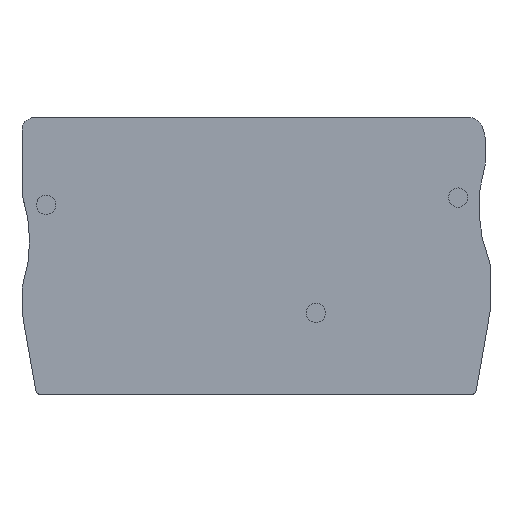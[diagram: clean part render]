
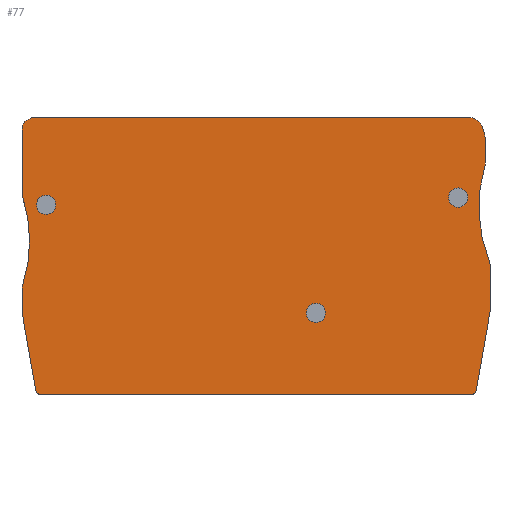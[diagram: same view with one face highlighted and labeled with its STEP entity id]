
A CAD part, top view. The second image highlights one B-rep face of the part: STEP entity #77.
In plain terms, the highlighted planar face has unit normal (0, 0, 1).
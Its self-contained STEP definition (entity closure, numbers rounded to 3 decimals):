
#77=ADVANCED_FACE(
'RIT2.5_DG_180019A.1\\JYJ_180929B_ALLCATPART.1\\JYJ_180929A_M.1\\ZCS2.
5_LJLC_JYJ_180921B',(#209,#210,#211,#212),#108,.T.);
#108=PLANE('',#632);
#123=LINE('',#894,#166);
#124=LINE('',#898,#167);
#125=LINE('',#902,#168);
#126=LINE('',#906,#169);
#127=LINE('',#908,#170);
#128=LINE('',#916,#171);
#129=LINE('',#920,#172);
#130=LINE('',#924,#173);
#131=LINE('',#928,#174);
#132=LINE('',#932,#175);
#166=VECTOR('',#703,1.);
#167=VECTOR('',#706,1.);
#168=VECTOR('',#709,1.);
#169=VECTOR('',#712,1.);
#170=VECTOR('',#713,1.);
#171=VECTOR('',#720,1.);
#172=VECTOR('',#723,1.);
#173=VECTOR('',#726,1.);
#174=VECTOR('',#729,1.);
#175=VECTOR('',#732,1.);
#209=FACE_BOUND('',#219,.T.);
#210=FACE_BOUND('',#220,.T.);
#211=FACE_BOUND('',#221,.T.);
#212=FACE_BOUND('',#222,.T.);
#219=EDGE_LOOP('',(#256));
#220=EDGE_LOOP('',(#257));
#221=EDGE_LOOP('',(#258));
#222=EDGE_LOOP('',(#259,#260,#261,#262,#263,#264,#265,#266,#267,#268,#269,
#270,#271,#272,#273,#274,#275,#276,#277,#278,#279,#280,#281));
#256=ORIENTED_EDGE('',*,*,#488,.F.);
#257=ORIENTED_EDGE('',*,*,#489,.F.);
#258=ORIENTED_EDGE('',*,*,#490,.F.);
#259=ORIENTED_EDGE('',*,*,#491,.F.);
#260=ORIENTED_EDGE('',*,*,#492,.F.);
#261=ORIENTED_EDGE('',*,*,#493,.F.);
#262=ORIENTED_EDGE('',*,*,#494,.T.);
#263=ORIENTED_EDGE('',*,*,#495,.F.);
#264=ORIENTED_EDGE('',*,*,#496,.T.);
#265=ORIENTED_EDGE('',*,*,#497,.F.);
#266=ORIENTED_EDGE('',*,*,#498,.T.);
#267=ORIENTED_EDGE('',*,*,#499,.F.);
#268=ORIENTED_EDGE('',*,*,#500,.F.);
#269=ORIENTED_EDGE('',*,*,#501,.F.);
#270=ORIENTED_EDGE('',*,*,#502,.F.);
#271=ORIENTED_EDGE('',*,*,#503,.T.);
#272=ORIENTED_EDGE('',*,*,#504,.F.);
#273=ORIENTED_EDGE('',*,*,#505,.T.);
#274=ORIENTED_EDGE('',*,*,#506,.F.);
#275=ORIENTED_EDGE('',*,*,#507,.F.);
#276=ORIENTED_EDGE('',*,*,#508,.F.);
#277=ORIENTED_EDGE('',*,*,#509,.F.);
#278=ORIENTED_EDGE('',*,*,#510,.F.);
#279=ORIENTED_EDGE('',*,*,#511,.T.);
#280=ORIENTED_EDGE('',*,*,#512,.F.);
#281=ORIENTED_EDGE('',*,*,#513,.F.);
#426=VERTEX_POINT('',#882);
#427=VERTEX_POINT('',#884);
#428=VERTEX_POINT('',#886);
#429=VERTEX_POINT('',#888);
#430=VERTEX_POINT('',#889);
#431=VERTEX_POINT('',#891);
#432=VERTEX_POINT('',#893);
#433=VERTEX_POINT('',#895);
#434=VERTEX_POINT('',#897);
#435=VERTEX_POINT('',#899);
#436=VERTEX_POINT('',#901);
#437=VERTEX_POINT('',#903);
#438=VERTEX_POINT('',#905);
#439=VERTEX_POINT('',#907);
#440=VERTEX_POINT('',#909);
#441=VERTEX_POINT('',#911);
#442=VERTEX_POINT('',#913);
#443=VERTEX_POINT('',#915);
#444=VERTEX_POINT('',#917);
#445=VERTEX_POINT('',#919);
#446=VERTEX_POINT('',#921);
#447=VERTEX_POINT('',#923);
#448=VERTEX_POINT('',#925);
#449=VERTEX_POINT('',#927);
#450=VERTEX_POINT('',#929);
#451=VERTEX_POINT('',#931);
#488=EDGE_CURVE('',#426,#426,#573,.T.);
#489=EDGE_CURVE('',#427,#427,#574,.T.);
#490=EDGE_CURVE('',#428,#428,#575,.T.);
#491=EDGE_CURVE('',#429,#430,#576,.T.);
#492=EDGE_CURVE('',#431,#429,#577,.T.);
#493=EDGE_CURVE('',#432,#431,#578,.T.);
#494=EDGE_CURVE('',#432,#433,#123,.T.);
#495=EDGE_CURVE('',#434,#433,#579,.T.);
#496=EDGE_CURVE('',#434,#435,#124,.T.);
#497=EDGE_CURVE('',#436,#435,#580,.T.);
#498=EDGE_CURVE('',#436,#437,#125,.T.);
#499=EDGE_CURVE('',#438,#437,#581,.T.);
#500=EDGE_CURVE('',#439,#438,#126,.T.);
#501=EDGE_CURVE('',#440,#439,#127,.T.);
#502=EDGE_CURVE('',#441,#440,#582,.T.);
#503=EDGE_CURVE('',#441,#442,#583,.T.);
#504=EDGE_CURVE('',#443,#442,#584,.T.);
#505=EDGE_CURVE('',#443,#444,#128,.T.);
#506=EDGE_CURVE('',#445,#444,#585,.T.);
#507=EDGE_CURVE('',#446,#445,#129,.T.);
#508=EDGE_CURVE('',#447,#446,#586,.T.);
#509=EDGE_CURVE('',#448,#447,#130,.T.);
#510=EDGE_CURVE('',#449,#448,#587,.T.);
#511=EDGE_CURVE('',#449,#450,#131,.T.);
#512=EDGE_CURVE('',#451,#450,#588,.T.);
#513=EDGE_CURVE('',#430,#451,#132,.T.);
#573=CIRCLE('',#616,1.);
#574=CIRCLE('',#617,1.);
#575=CIRCLE('',#618,1.);
#576=CIRCLE('',#619,0.8);
#577=CIRCLE('',#620,15.);
#578=CIRCLE('',#621,1.3);
#579=CIRCLE('',#622,2.5);
#580=CIRCLE('',#623,1.5);
#581=CIRCLE('',#624,1.3);
#582=CIRCLE('',#625,1.);
#583=CIRCLE('',#626,15.07);
#584=CIRCLE('',#627,1.1);
#585=CIRCLE('',#628,0.8);
#586=CIRCLE('',#629,0.5);
#587=CIRCLE('',#630,0.5);
#588=CIRCLE('',#631,0.8);
#616=AXIS2_PLACEMENT_3D('',#881,#691,#692);
#617=AXIS2_PLACEMENT_3D('',#883,#693,#694);
#618=AXIS2_PLACEMENT_3D('',#885,#695,#696);
#619=AXIS2_PLACEMENT_3D('',#887,#697,#698);
#620=AXIS2_PLACEMENT_3D('',#890,#699,#700);
#621=AXIS2_PLACEMENT_3D('',#892,#701,#702);
#622=AXIS2_PLACEMENT_3D('',#896,#704,#705);
#623=AXIS2_PLACEMENT_3D('',#900,#707,#708);
#624=AXIS2_PLACEMENT_3D('',#904,#710,#711);
#625=AXIS2_PLACEMENT_3D('',#910,#714,#715);
#626=AXIS2_PLACEMENT_3D('',#912,#716,#717);
#627=AXIS2_PLACEMENT_3D('',#914,#718,#719);
#628=AXIS2_PLACEMENT_3D('',#918,#721,#722);
#629=AXIS2_PLACEMENT_3D('',#922,#724,#725);
#630=AXIS2_PLACEMENT_3D('',#926,#727,#728);
#631=AXIS2_PLACEMENT_3D('',#930,#730,#731);
#632=AXIS2_PLACEMENT_3D('',#933,#733,#734);
#691=DIRECTION('',(0.,0.,1.));
#692=DIRECTION('',(-1.,0.,0.));
#693=DIRECTION('',(0.,0.,1.));
#694=DIRECTION('',(-1.,0.,0.));
#695=DIRECTION('',(0.,0.,1.));
#696=DIRECTION('',(1.,0.,0.));
#697=DIRECTION('',(0.,0.,-1.));
#698=DIRECTION('',(1.,0.,0.));
#699=DIRECTION('',(0.,0.,1.));
#700=DIRECTION('',(1.,0.,0.));
#701=DIRECTION('',(0.,0.,-1.));
#702=DIRECTION('',(1.,0.,0.));
#703=DIRECTION('',(0.,1.,0.));
#704=DIRECTION('',(0.,0.,-1.));
#705=DIRECTION('',(1.,0.,0.));
#706=DIRECTION('',(-0.309,0.951,0.));
#707=DIRECTION('',(0.,0.,-1.));
#708=DIRECTION('',(1.,0.,0.));
#709=DIRECTION('',(-1.,0.,0.));
#710=DIRECTION('',(0.,0.,-1.));
#711=DIRECTION('',(1.,0.,0.));
#712=DIRECTION('',(0.,1.,0.));
#713=DIRECTION('',(0.,1.,0.));
#714=DIRECTION('',(0.,0.,-1.));
#715=DIRECTION('',(1.,0.,0.));
#716=DIRECTION('',(0.,0.,-1.));
#717=DIRECTION('',(1.,0.,0.));
#718=DIRECTION('',(0.,0.,-1.));
#719=DIRECTION('',(1.,0.,0.));
#720=DIRECTION('',(0.,-1.,0.));
#721=DIRECTION('',(0.,0.,-1.));
#722=DIRECTION('',(1.,0.,0.));
#723=DIRECTION('',(-0.174,0.985,0.));
#724=DIRECTION('',(0.,0.,-1.));
#725=DIRECTION('',(1.,0.,0.));
#726=DIRECTION('',(-1.,0.,0.));
#727=DIRECTION('',(0.,0.,-1.));
#728=DIRECTION('',(1.,0.,0.));
#729=DIRECTION('',(0.174,0.985,0.));
#730=DIRECTION('',(0.,0.,-1.));
#731=DIRECTION('',(1.,0.,0.));
#732=DIRECTION('',(0.,-1.,0.));
#733=DIRECTION('',(0.,0.,1.));
#734=DIRECTION('',(-1.,0.,0.));
#881=CARTESIAN_POINT('',(19.746,-12.5,23.));
#882=CARTESIAN_POINT('',(18.746,-12.5,23.));
#883=CARTESIAN_POINT('',(-22.954,-13.25,23.));
#884=CARTESIAN_POINT('',(-23.954,-13.25,23.));
#885=CARTESIAN_POINT('',(4.996,-24.45,23.));
#886=CARTESIAN_POINT('',(5.996,-24.45,23.));
#887=CARTESIAN_POINT('',(22.246,-19.423,23.));
#888=CARTESIAN_POINT('',(22.988,-19.123,23.));
#889=CARTESIAN_POINT('',(23.046,-19.423,23.));
#890=CARTESIAN_POINT('',(36.894,-13.5,23.));
#891=CARTESIAN_POINT('',(22.501,-9.275,23.));
#892=CARTESIAN_POINT('',(21.254,-8.909,23.));
#893=CARTESIAN_POINT('',(22.554,-8.909,23.));
#894=CARTESIAN_POINT('',(22.554,-7.713,23.));
#895=CARTESIAN_POINT('',(22.554,-6.518,23.));
#896=CARTESIAN_POINT('',(20.054,-6.518,23.));
#897=CARTESIAN_POINT('',(22.432,-5.745,23.));
#898=CARTESIAN_POINT('',(22.349,-5.491,23.));
#899=CARTESIAN_POINT('',(22.266,-5.236,23.));
#900=CARTESIAN_POINT('',(20.84,-5.7,23.));
#901=CARTESIAN_POINT('',(20.84,-4.2,23.));
#902=CARTESIAN_POINT('',(-1.657,-4.2,23.));
#903=CARTESIAN_POINT('',(-24.154,-4.2,23.));
#904=CARTESIAN_POINT('',(-24.154,-5.5,23.));
#905=CARTESIAN_POINT('',(-25.454,-5.5,23.));
#906=CARTESIAN_POINT('',(-25.454,-8.6,23.));
#907=CARTESIAN_POINT('',(-25.454,-11.7,23.));
#908=CARTESIAN_POINT('',(-25.454,-11.857,23.));
#909=CARTESIAN_POINT('',(-25.454,-12.015,23.));
#910=CARTESIAN_POINT('',(-24.454,-12.015,23.));
#911=CARTESIAN_POINT('',(-25.404,-12.325,23.));
#912=CARTESIAN_POINT('',(-39.733,-16.995,23.));
#913=CARTESIAN_POINT('',(-25.4,-21.651,23.));
#914=CARTESIAN_POINT('',(-24.354,-21.99,23.));
#915=CARTESIAN_POINT('',(-25.454,-21.99,23.));
#916=CARTESIAN_POINT('',(-25.454,-23.152,23.));
#917=CARTESIAN_POINT('',(-25.454,-24.313,23.));
#918=CARTESIAN_POINT('',(-24.654,-24.313,23.));
#919=CARTESIAN_POINT('',(-25.441,-24.452,23.));
#920=CARTESIAN_POINT('',(-24.733,-28.469,23.));
#921=CARTESIAN_POINT('',(-24.025,-32.487,23.));
#922=CARTESIAN_POINT('',(-23.532,-32.4,23.));
#923=CARTESIAN_POINT('',(-23.532,-32.9,23.));
#924=CARTESIAN_POINT('',(-1.204,-32.9,23.));
#925=CARTESIAN_POINT('',(21.125,-32.9,23.));
#926=CARTESIAN_POINT('',(21.125,-32.4,23.));
#927=CARTESIAN_POINT('',(21.618,-32.487,23.));
#928=CARTESIAN_POINT('',(22.326,-28.469,23.));
#929=CARTESIAN_POINT('',(23.034,-24.452,23.));
#930=CARTESIAN_POINT('',(22.246,-24.313,23.));
#931=CARTESIAN_POINT('',(23.046,-24.313,23.));
#932=CARTESIAN_POINT('',(23.046,-21.868,23.));
#933=CARTESIAN_POINT('',(-1.204,-18.55,23.));
